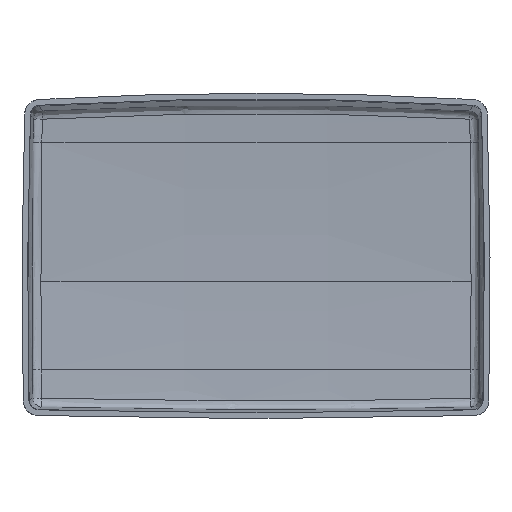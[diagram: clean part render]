
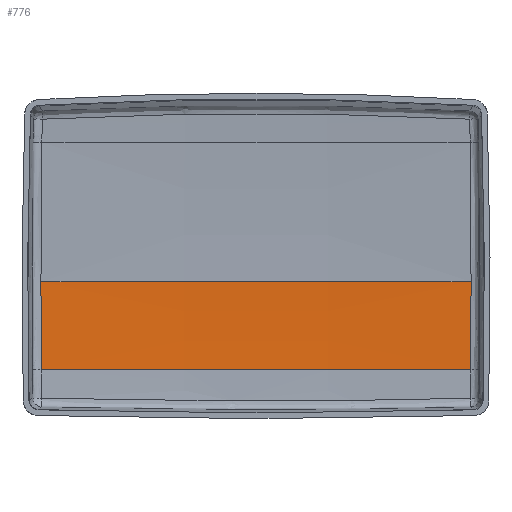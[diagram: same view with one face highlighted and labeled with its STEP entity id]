
A CAD part, front view. The second image highlights one B-rep face of the part: STEP entity #776.
In plain terms, the highlighted free-form (B-spline) face has degree [3, 3] with [4, 4] control points.
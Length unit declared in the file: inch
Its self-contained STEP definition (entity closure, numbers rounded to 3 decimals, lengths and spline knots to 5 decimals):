
#659 = EDGE_CURVE ( 'NONE', #681, #702, #2201, .T. ) ;
#681 = VERTEX_POINT ( 'NONE', #2462 ) ;
#702 = VERTEX_POINT ( 'NONE', #2945 ) ;
#738 = VERTEX_POINT ( 'NONE', #3287 ) ;
#742 = EDGE_CURVE ( 'NONE', #702, #738, #3286, .T. ) ;
#755 = EDGE_CURVE ( 'NONE', #738, #773, #3436, .T. ) ;
#764 = ORIENTED_EDGE ( 'NONE', *, *, #742, .T. ) ;
#765 = ORIENTED_EDGE ( 'NONE', *, *, #755, .T. ) ;
#766 = EDGE_LOOP ( 'NONE', ( #764, #765, #793, #869 ) ) ;
#773 = VERTEX_POINT ( 'NONE', #3439 ) ;
#776 = ADVANCED_FACE ( 'NONE', ( #3489 ), #3588, .F. ) ;
#793 = ORIENTED_EDGE ( 'NONE', *, *, #826, .F. ) ;
#826 = EDGE_CURVE ( 'NONE', #681, #773, #3849, .T. ) ;
#869 = ORIENTED_EDGE ( 'NONE', *, *, #659, .T. ) ;
#2197 = CARTESIAN_POINT ( 'NONE',  ( -7.52411, 1.41404, -3.99342 ) ) ;
#2198 = CARTESIAN_POINT ( 'NONE',  ( -7.53121, 1.45257, -2.99369 ) ) ;
#2199 = CARTESIAN_POINT ( 'NONE',  ( -7.53455, 1.47364, -1.96221 ) ) ;
#2200 = CARTESIAN_POINT ( 'NONE',  ( -7.53403, 1.47365, -0.90006 ) ) ;
#2201 = B_SPLINE_CURVE_WITH_KNOTS ( 'NONE', 3,
 ( #2200, #2199, #2198, #2197 ),
 .UNSPECIFIED., .F., .F.,
 ( 4, 4 ),
 ( 0., 1. ),
 .UNSPECIFIED. ) ;
#2462 = CARTESIAN_POINT ( 'NONE',  ( -7.53403, 1.47365, -0.90006 ) ) ;
#2945 = CARTESIAN_POINT ( 'NONE',  ( -7.52411, 1.41404, -3.99342 ) ) ;
#3239 = CARTESIAN_POINT ( 'NONE',  ( 0., -265.34078, -3.99342 ) ) ;
#3286 = CIRCLE ( 'NONE', #3342, 266.86091 ) ;
#3287 = CARTESIAN_POINT ( 'NONE',  ( 7.52411, 1.41404, -3.99342 ) ) ;
#3340 = DIRECTION ( 'NONE',  ( 0., 1., 0. ) ) ;
#3341 = DIRECTION ( 'NONE',  ( 0., 0., -1. ) ) ;
#3342 = AXIS2_PLACEMENT_3D ( 'NONE', #3239, #3341, #3340 ) ;
#3436 = B_SPLINE_CURVE_WITH_KNOTS ( 'NONE', 3,
 ( #3461, #3460, #3459, #3458 ),
 .UNSPECIFIED., .F., .F.,
 ( 4, 4 ),
 ( 0., 1. ),
 .UNSPECIFIED. ) ;
#3439 = CARTESIAN_POINT ( 'NONE',  ( 7.53403, 1.47365, -0.90006 ) ) ;
#3458 = CARTESIAN_POINT ( 'NONE',  ( 7.53403, 1.47365, -0.90006 ) ) ;
#3459 = CARTESIAN_POINT ( 'NONE',  ( 7.53455, 1.47364, -1.96221 ) ) ;
#3460 = CARTESIAN_POINT ( 'NONE',  ( 7.53121, 1.45257, -2.99369 ) ) ;
#3461 = CARTESIAN_POINT ( 'NONE',  ( 7.52411, 1.41404, -3.99342 ) ) ;
#3489 = FACE_OUTER_BOUND ( 'NONE', #766, .T. ) ;
#3571 = CARTESIAN_POINT ( 'NONE',  ( 2.54229, 1.61632, -0.90006 ) ) ;
#3572 = CARTESIAN_POINT ( 'NONE',  ( 7.6248, 1.47107, -0.90006 ) ) ;
#3573 = CARTESIAN_POINT ( 'NONE',  ( -7.62309, 1.41123, -3.99342 ) ) ;
#3574 = CARTESIAN_POINT ( 'NONE',  ( -2.54172, 1.55644, -3.99342 ) ) ;
#3575 = CARTESIAN_POINT ( 'NONE',  ( 2.54172, 1.55644, -3.99342 ) ) ;
#3576 = CARTESIAN_POINT ( 'NONE',  ( 7.62309, 1.41123, -3.99342 ) ) ;
#3577 = CARTESIAN_POINT ( 'NONE',  ( -7.62423, 1.45112, -2.96275 ) ) ;
#3578 = CARTESIAN_POINT ( 'NONE',  ( -2.5421, 1.59636, -2.96275 ) ) ;
#3579 = CARTESIAN_POINT ( 'NONE',  ( 2.5421, 1.59636, -2.96275 ) ) ;
#3580 = CARTESIAN_POINT ( 'NONE',  ( 7.62423, 1.45112, -2.96275 ) ) ;
#3581 = CARTESIAN_POINT ( 'NONE',  ( -7.6248, 1.47107, -1.9315 ) ) ;
#3582 = CARTESIAN_POINT ( 'NONE',  ( -2.54229, 1.61632, -1.9315 ) ) ;
#3583 = CARTESIAN_POINT ( 'NONE',  ( 2.54229, 1.61632, -1.9315 ) ) ;
#3584 = CARTESIAN_POINT ( 'NONE',  ( 7.6248, 1.47107, -1.9315 ) ) ;
#3585 = CARTESIAN_POINT ( 'NONE',  ( -7.6248, 1.47107, -0.90006 ) ) ;
#3586 = CARTESIAN_POINT ( 'NONE',  ( -2.54229, 1.61632, -0.90006 ) ) ;
#3588 =( BOUNDED_SURFACE ( )  B_SPLINE_SURFACE ( 3, 3, ( 
 ( #3572, #3571, #3586, #3585 ),
 ( #3584, #3583, #3582, #3581 ),
 ( #3580, #3579, #3578, #3577 ),
 ( #3576, #3575, #3574, #3573 ) ),
 .UNSPECIFIED., .F., .F., .T. ) 
 B_SPLINE_SURFACE_WITH_KNOTS ( ( 4, 4 ),
 ( 4, 4 ),
 ( 0., 1. ),
 ( 0.00003, 0.99997 ),
 .UNSPECIFIED. ) 
 GEOMETRIC_REPRESENTATION_ITEM ( )  RATIONAL_B_SPLINE_SURFACE ( (
 ( 1., 1., 1., 1.),
 ( 1., 1., 1., 1.),
 ( 1., 1., 1., 1.),
 ( 1., 1., 1., 1.) ) ) 
 REPRESENTATION_ITEM ( '' )  SURFACE ( )  );
#3840 = CARTESIAN_POINT ( 'NONE',  ( 0., -265.34078, -0.90006 ) ) ;
#3846 = DIRECTION ( 'NONE',  ( 0., 1., 0. ) ) ;
#3847 = DIRECTION ( 'NONE',  ( 0., 0., -1. ) ) ;
#3848 = AXIS2_PLACEMENT_3D ( 'NONE', #3840, #3847, #3846 ) ;
#3849 = CIRCLE ( 'NONE', #3848, 266.92078 ) ;
